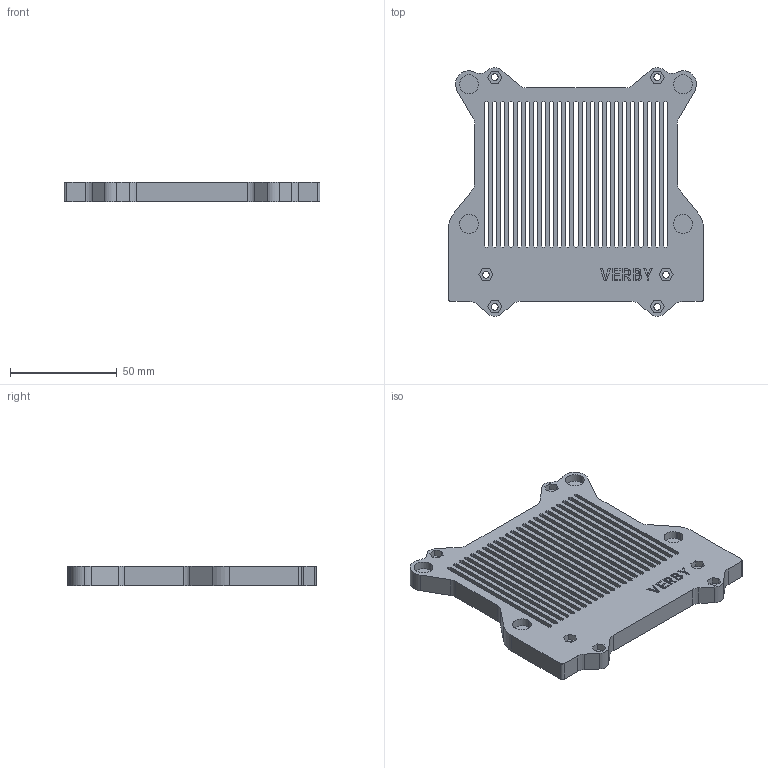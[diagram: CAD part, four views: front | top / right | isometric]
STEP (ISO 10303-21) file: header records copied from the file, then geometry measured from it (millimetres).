
FILE_DESCRIPTION (( 'STEP AP203' ), '1' );
FILE_NAME ('Fan Platform Template.STEP', '2019-09-14T01:35:59', ( '' ), ( '' ), 'SwSTEP 2.0', 'SolidWorks 2018', '' );
FILE_SCHEMA (( 'CONFIG_CONTROL_DESIGN' ));
Length unit declared in the file: millimetre
Products named in the file (1): Fan Platform Template
Bounding box: 120 x 116.71 x 9 mm (x, y, z)
Volume: 72413.4 mm3; surface area: 51666.5 mm2
Topology: 1 solids, 1 shells, 599 faces, 1659 edges, 1106 vertices
Faces by surface type: plane 452, bspline 92, cylinder 55
Entity records: 19200 total; most frequent: CARTESIAN_POINT 4193, ORIENTED_EDGE 3318, DIRECTION 2601, EDGE_CURVE 1659, LINE 1365, VECTOR 1365, VERTEX_POINT 1106, EDGE_LOOP 701
